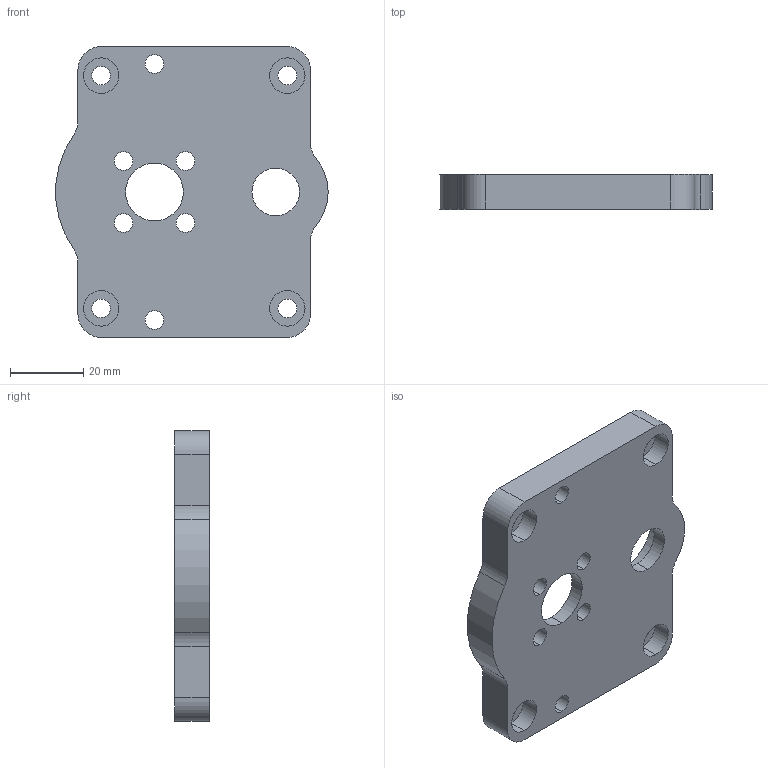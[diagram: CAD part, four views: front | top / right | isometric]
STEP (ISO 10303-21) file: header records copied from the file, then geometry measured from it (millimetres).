
FILE_DESCRIPTION (( 'STEP AP203' ), '1' );
FILE_NAME ('am-3017a S&S Gear Plate.STEP', '2019-11-13T23:15:38', ( '' ), ( '' ), 'SwSTEP 2.0', 'SolidWorks 2019', '' );
FILE_SCHEMA (( 'CONFIG_CONTROL_DESIGN' ));
Length unit declared in the file: inch
Products named in the file (1): am-3017a S&S Gear Plate
Bounding box: 74.24 x 9.53 x 79.38 mm (x, y, z)
Volume: 30196.7 mm3; surface area: 15446.3 mm2
Topology: 1 solids, 1 shells, 64 faces, 168 edges, 112 vertices
Faces by surface type: cylinder 48, plane 16
Entity records: 2155 total; most frequent: DIRECTION 394, CARTESIAN_POINT 345, ORIENTED_EDGE 336, EDGE_CURVE 168, AXIS2_PLACEMENT_3D 161, VERTEX_POINT 112, CIRCLE 96, EDGE_LOOP 94
